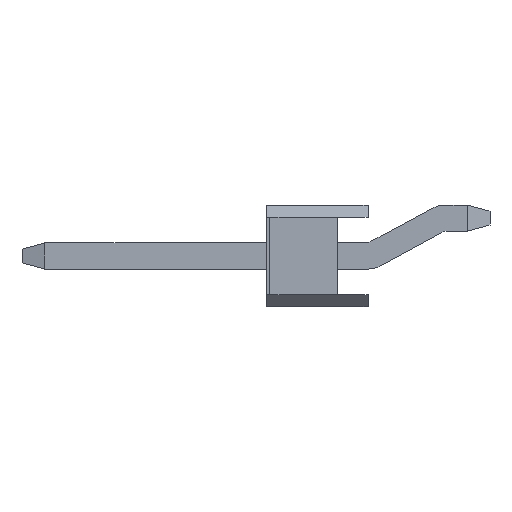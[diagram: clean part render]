
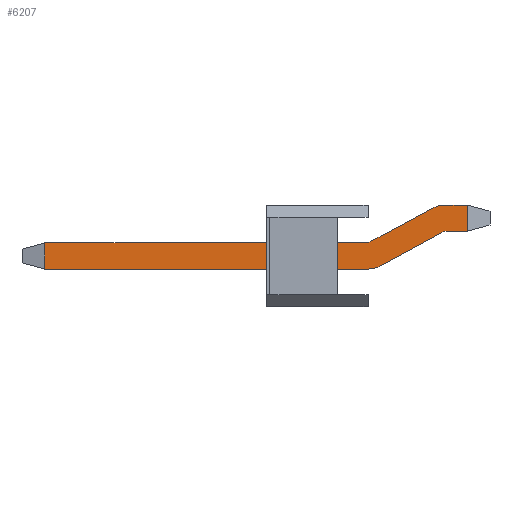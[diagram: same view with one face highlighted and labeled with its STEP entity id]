
A CAD part, left-side view. The second image highlights one B-rep face of the part: STEP entity #6207.
In plain terms, the highlighted planar face has unit normal (-1, 0, 0).
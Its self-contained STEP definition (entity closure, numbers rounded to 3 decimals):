
#5740=CARTESIAN_POINT('',(0.,0.93,2.996));
#5741=DIRECTION('',(-1.,0.,0.));
#5742=DIRECTION('',(0.,1.,0.));
#5743=AXIS2_PLACEMENT_3D('',#5740,#5741,#5742);
#5748=DIRECTION('',(0.,0.,1.));
#5749=VECTOR('',#5748,7.94);
#5750=CARTESIAN_POINT('',(0.,1.57,2.996));
#5751=LINE('',#5750,#5749);
#5755=DIRECTION('',(0.,1.,0.));
#5756=VECTOR('',#5755,0.64);
#5757=CARTESIAN_POINT('',(0.,0.93,10.936));
#5758=LINE('',#5757,#5756);
#5762=DIRECTION('',(0.,0.,-1.));
#5763=VECTOR('',#5762,7.859);
#5764=CARTESIAN_POINT('',(0.,0.93,10.936));
#5765=LINE('',#5764,#5763);
#5769=DIRECTION('',(0.,-0.474,-0.88));
#5770=VECTOR('',#5769,1.718);
#5771=CARTESIAN_POINT('',(0.,0.892,2.925));
#5772=LINE('',#5771,#5770);
#5776=CARTESIAN_POINT('',(0.,0.64,1.109));
#5777=DIRECTION('',(-1.,0.,0.));
#5778=DIRECTION('',(0.,-1.,0.));
#5779=AXIS2_PLACEMENT_3D('',#5776,#5777,#5778);
#5784=DIRECTION('',(0.,0.,-1.));
#5785=VECTOR('',#5784,0.549);
#5786=CARTESIAN_POINT('',(0.,0.,1.109));
#5787=LINE('',#5786,#5785);
#5791=DIRECTION('',(0.,-1.,0.));
#5792=VECTOR('',#5791,0.64);
#5793=CARTESIAN_POINT('',(0.,0.64,0.56));
#5794=LINE('',#5793,#5792);
#5798=DIRECTION('',(0.,0.,1.));
#5799=VECTOR('',#5798,0.468);
#5800=CARTESIAN_POINT('',(0.,0.64,0.56));
#5801=LINE('',#5800,#5799);
#5805=DIRECTION('',(0.,0.474,0.88));
#5806=VECTOR('',#5805,1.718);
#5807=CARTESIAN_POINT('',(0.,0.678,1.18));
#5808=LINE('',#5807,#5806);
#5826=CARTESIAN_POINT('',(0.,0.96,1.028));
#5827=DIRECTION('',(1.,0.,0.));
#5828=DIRECTION('',(0.,-0.88,0.474));
#5829=AXIS2_PLACEMENT_3D('',#5826,#5827,#5828);
#5912=CARTESIAN_POINT('',(0.,0.61,3.077));
#5913=DIRECTION('',(1.,0.,0.));
#5914=DIRECTION('',(0.,0.88,-0.474));
#5915=AXIS2_PLACEMENT_3D('',#5912,#5913,#5914);
#6112=CARTESIAN_POINT('',(0.,0.93,10.936));
#6113=CARTESIAN_POINT('',(0.,1.57,10.936));
#6114=VERTEX_POINT('',#6112);
#6115=VERTEX_POINT('',#6113);
#6129=CARTESIAN_POINT('',(0.,0.64,0.56));
#6131=VERTEX_POINT('',#6129);
#6140=CARTESIAN_POINT('',(0.,0.,0.56));
#6141=VERTEX_POINT('',#6140);
#6144=CARTESIAN_POINT('',(0.,0.892,2.925));
#6146=VERTEX_POINT('',#6144);
#6148=CARTESIAN_POINT('',(0.,0.93,3.077));
#6150=VERTEX_POINT('',#6148);
#6152=CARTESIAN_POINT('',(0.,0.678,1.18));
#6154=VERTEX_POINT('',#6152);
#6156=CARTESIAN_POINT('',(0.,0.64,1.028));
#6158=VERTEX_POINT('',#6156);
#6160=CARTESIAN_POINT('',(0.,1.57,2.996));
#6161=CARTESIAN_POINT('',(0.,1.493,2.692));
#6162=VERTEX_POINT('',#6160);
#6163=VERTEX_POINT('',#6161);
#6168=CARTESIAN_POINT('',(0.,0.,1.109));
#6169=CARTESIAN_POINT('',(0.,0.077,1.412));
#6170=VERTEX_POINT('',#6168);
#6171=VERTEX_POINT('',#6169);
#6176=CARTESIAN_POINT('',(0.,0.,0.));
#6177=DIRECTION('',(1.,0.,0.));
#6178=DIRECTION('',(0.,0.,-1.));
#6179=AXIS2_PLACEMENT_3D('',#6176,#6177,#6178);
#6180=PLANE('',#6179);
#6182=ORIENTED_EDGE('',*,*,#6181,.F.);
#6184=ORIENTED_EDGE('',*,*,#6183,.T.);
#6186=ORIENTED_EDGE('',*,*,#6185,.F.);
#6188=ORIENTED_EDGE('',*,*,#6187,.T.);
#6190=ORIENTED_EDGE('',*,*,#6189,.F.);
#6192=ORIENTED_EDGE('',*,*,#6191,.T.);
#6194=ORIENTED_EDGE('',*,*,#6193,.F.);
#6196=ORIENTED_EDGE('',*,*,#6195,.T.);
#6198=ORIENTED_EDGE('',*,*,#6197,.F.);
#6200=ORIENTED_EDGE('',*,*,#6199,.T.);
#6202=ORIENTED_EDGE('',*,*,#6201,.F.);
#6204=ORIENTED_EDGE('',*,*,#6203,.T.);
#6205=EDGE_LOOP('',(#6182,#6184,#6186,#6188,#6190,#6192,#6194,#6196,#6198,#6200,
#6202,#6204));
#6206=FACE_OUTER_BOUND('',#6205,.F.);
#6207=ADVANCED_FACE('',(#6206),#6180,.F.);
#5744=CIRCLE('',#5743,0.64);
#5780=CIRCLE('',#5779,0.64);
#5830=CIRCLE('',#5829,0.32);
#5916=CIRCLE('',#5915,0.32);
#6181=EDGE_CURVE('',#6162,#6163,#5744,.T.);
#6183=EDGE_CURVE('',#6162,#6115,#5751,.T.);
#6185=EDGE_CURVE('',#6114,#6115,#5758,.T.);
#6187=EDGE_CURVE('',#6114,#6150,#5765,.T.);
#6189=EDGE_CURVE('',#6146,#6150,#5916,.T.);
#6191=EDGE_CURVE('',#6146,#6171,#5772,.T.);
#6193=EDGE_CURVE('',#6170,#6171,#5780,.T.);
#6195=EDGE_CURVE('',#6170,#6141,#5787,.T.);
#6197=EDGE_CURVE('',#6131,#6141,#5794,.T.);
#6199=EDGE_CURVE('',#6131,#6158,#5801,.T.);
#6201=EDGE_CURVE('',#6154,#6158,#5830,.T.);
#6203=EDGE_CURVE('',#6154,#6163,#5808,.T.);
